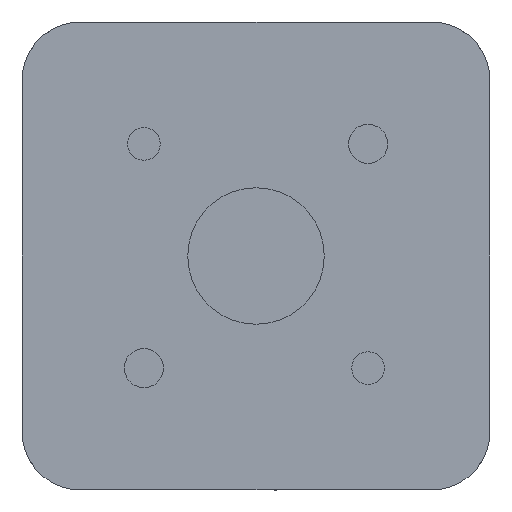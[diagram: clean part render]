
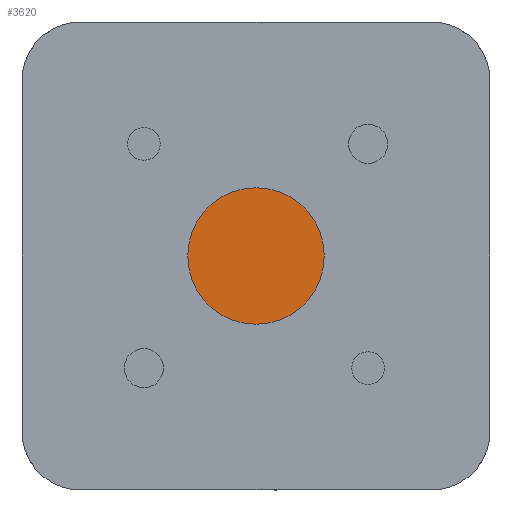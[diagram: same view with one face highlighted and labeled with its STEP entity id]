
A CAD part, left-side view. The second image highlights one B-rep face of the part: STEP entity #3620.
In plain terms, the highlighted face is planar.
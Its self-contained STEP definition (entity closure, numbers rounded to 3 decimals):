
#233 = EDGE_LOOP ( 'NONE', ( #404, #403 ) ) ;
#403 = ORIENTED_EDGE ( 'NONE', *, *, #4257, .F. ) ;
#404 = ORIENTED_EDGE ( 'NONE', *, *, #4293, .F. ) ;
#1084 = FACE_OUTER_BOUND ( 'NONE', #233, .T. ) ;
#2520 = CARTESIAN_POINT ( 'NONE',  ( 12., 6.5, 0. ) ) ;
#2521 = PLANE ( 'NONE',  #4922 ) ;
#2523 = DIRECTION ( 'NONE',  ( -1., 0., 0. ) ) ;
#2524 = DIRECTION ( 'NONE',  ( 0., 0., 1. ) ) ;
#3281 = AXIS2_PLACEMENT_3D ( 'NONE', #9257, #9259, #9260 ) ;
#3298 = AXIS2_PLACEMENT_3D ( 'NONE', #9344, #9353, #9354 ) ;
#3620 = ADVANCED_FACE ( 'NONE', ( #1084 ), #2521, .F. ) ;
#4257 = EDGE_CURVE ( 'NONE', #5072, #5098, #8552, .T. ) ;
#4293 = EDGE_CURVE ( 'NONE', #5098, #5072, #8601, .T. ) ;
#4922 = AXIS2_PLACEMENT_3D ( 'NONE', #2520, #2523, #2524 ) ;
#5072 = VERTEX_POINT ( 'NONE', #11360 ) ;
#5098 = VERTEX_POINT ( 'NONE', #11383 ) ;
#8552 = CIRCLE ( 'NONE', #3281, 14. ) ;
#8601 = CIRCLE ( 'NONE', #3298, 14. ) ;
#9257 = CARTESIAN_POINT ( 'NONE',  ( 12., 0., 0. ) ) ;
#9259 = DIRECTION ( 'NONE',  ( -1., 0., 0. ) ) ;
#9260 = DIRECTION ( 'NONE',  ( 0., 0., 1. ) ) ;
#9344 = CARTESIAN_POINT ( 'NONE',  ( 12., 0., 0. ) ) ;
#9353 = DIRECTION ( 'NONE',  ( -1., 0., 0. ) ) ;
#9354 = DIRECTION ( 'NONE',  ( 0., 0., 1. ) ) ;
#11360 = CARTESIAN_POINT ( 'NONE',  ( 12., 0., -14. ) ) ;
#11383 = CARTESIAN_POINT ( 'NONE',  ( 12., 0., 14. ) ) ;
